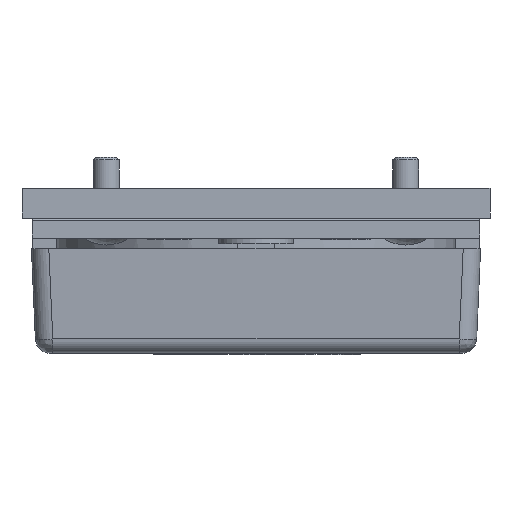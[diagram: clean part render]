
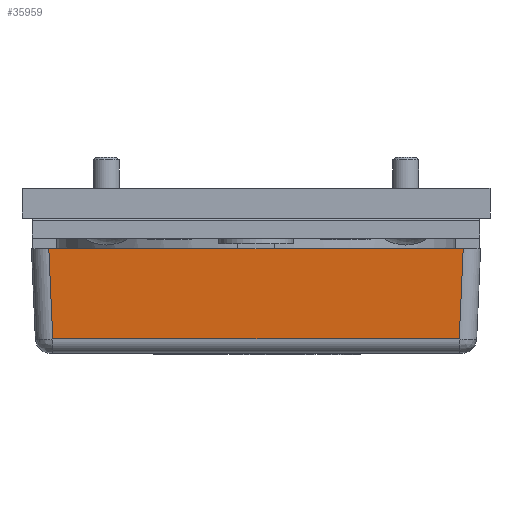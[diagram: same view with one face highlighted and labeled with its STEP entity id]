
A CAD part, front view. The second image highlights one B-rep face of the part: STEP entity #35959.
In plain terms, the highlighted planar face has unit normal (0, -0.999, -0.044).
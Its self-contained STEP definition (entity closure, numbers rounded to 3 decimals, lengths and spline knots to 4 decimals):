
#3783=PLANE('',#37690);
#5621=FACE_OUTER_BOUND('',#7683,.T.);
#7683=EDGE_LOOP('',(#33411,#33412,#33413,#33414));
#11319=LINE('',#61827,#15019);
#11326=LINE('',#61902,#15026);
#11327=LINE('',#61906,#15027);
#11328=LINE('',#61907,#15028);
#15019=VECTOR('',#44172,2.5515);
#15026=VECTOR('',#44201,0.5677);
#15027=VECTOR('',#44206,0.5677);
#15028=VECTOR('',#44207,2.601);
#18626=VERTEX_POINT('',#61821);
#18627=VERTEX_POINT('',#61825);
#18634=VERTEX_POINT('',#61901);
#18635=VERTEX_POINT('',#61905);
#23592=EDGE_CURVE('',#18626,#18627,#11319,.T.);
#23605=EDGE_CURVE('',#18627,#18634,#11326,.T.);
#23607=EDGE_CURVE('',#18635,#18626,#11327,.T.);
#23608=EDGE_CURVE('',#18635,#18634,#11328,.T.);
#33411=ORIENTED_EDGE('',*,*,#23592,.F.);
#33412=ORIENTED_EDGE('',*,*,#23607,.F.);
#33413=ORIENTED_EDGE('',*,*,#23608,.T.);
#33414=ORIENTED_EDGE('',*,*,#23605,.F.);
#35959=ADVANCED_FACE('',(#5621),#3783,.T.);
#37690=AXIS2_PLACEMENT_3D('',#61904,#44204,#44205);
#44172=DIRECTION('',(-1.,0.,0.));
#44201=DIRECTION('',(-0.044,-0.044,0.998));
#44204=DIRECTION('center_axis',(0.,-0.999,-0.044));
#44205=DIRECTION('ref_axis',(0.,0.044,-0.999));
#44206=DIRECTION('',(-0.044,0.044,-0.998));
#44207=DIRECTION('',(-1.,0.,0.));
#61821=CARTESIAN_POINT('',(1.2757,-1.9985,0.0897));
#61825=CARTESIAN_POINT('',(-1.2757,-1.9985,0.0897));
#61827=CARTESIAN_POINT('',(1.2757,-1.9985,0.0897));
#61901=CARTESIAN_POINT('',(-1.3005,-2.0233,0.6563));
#61902=CARTESIAN_POINT('',(-1.2757,-1.9985,0.0897));
#61904=CARTESIAN_POINT('Origin',(1.4098,-1.9946,0.0006));
#61905=CARTESIAN_POINT('',(1.3005,-2.0233,0.6563));
#61906=CARTESIAN_POINT('',(1.3005,-2.0233,0.6563));
#61907=CARTESIAN_POINT('',(1.3005,-2.0233,0.6563));
